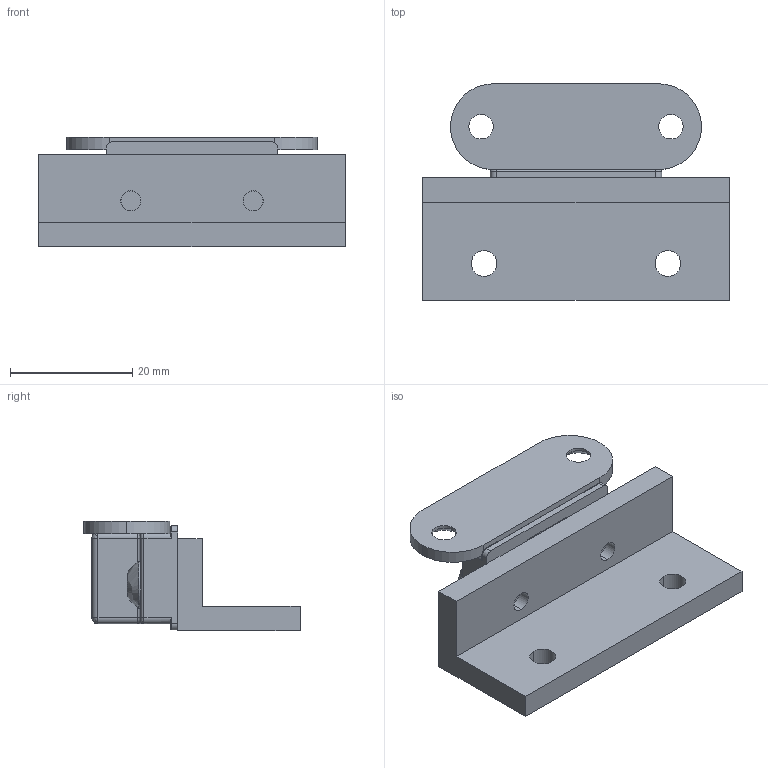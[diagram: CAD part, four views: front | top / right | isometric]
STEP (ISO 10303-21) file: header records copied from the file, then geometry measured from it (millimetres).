
FILE_DESCRIPTION(('STEP AP214'),'1');
FILE_NAME('fath_093046.stp','2017-09-07T10:35:57',('TraceParts'),('TraceParts S.A.'),'Spatial InterOp 3D',' ',' ');
FILE_SCHEMA(('automotive_design'));
Length unit declared in the file: millimetre
Products named in the file (8): fath_093046_1; fath_093046_2; fath_093046_3; fath_093046_4; fath_093046_5; fath_093046_6; fath_093046_7; fath_093046_8
Bounding box: 50 x 35.3 x 17.87 mm (x, y, z)
Volume: 9956.2 mm3; surface area: 8831.4 mm2
Topology: 8 solids, 8 shells, 221 faces, 555 edges, 343 vertices
Faces by surface type: plane 107, cylinder 68, bspline 34, cone 12
Entity records: 9228 total; most frequent: CARTESIAN_POINT 2093, ORIENTED_EDGE 1090, DIRECTION 1072, EDGE_CURVE 545, AXIS2_PLACEMENT_3D 370, VERTEX_POINT 343, LINE 332, VECTOR 332
